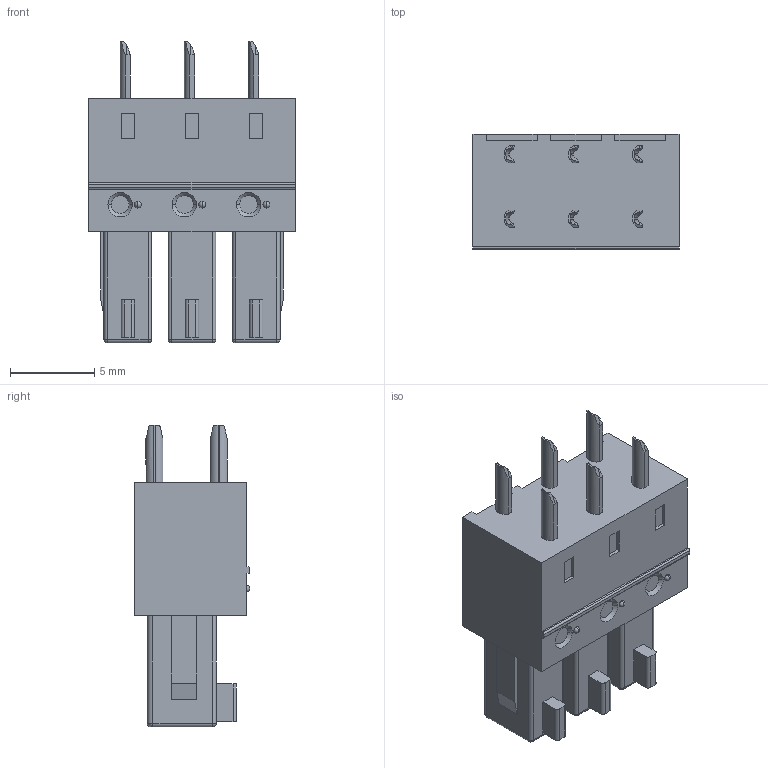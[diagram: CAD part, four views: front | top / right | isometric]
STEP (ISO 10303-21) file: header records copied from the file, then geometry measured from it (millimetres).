
FILE_DESCRIPTION((''),'2;1');
FILE_NAME('22','2016-10-10T',('QZY'),(''),'CREO PARAMETRIC BY PTC INC, 2014440','CREO PARAMETRIC BY PTC INC, 2014440','');
FILE_SCHEMA(('CONFIG_CONTROL_DESIGN'));
Length unit declared in the file: millimetre
Products named in the file (1): 22
Bounding box: 12.22 x 6.85 x 17.9 mm (x, y, z)
Volume: 781.3 mm3; surface area: 1133.7 mm2
Topology: 1 solids, 1 shells, 491 faces, 1164 edges, 699 vertices
Faces by surface type: plane 306, cylinder 122, cone 36, bspline 12, sphere 12, torus 3
Entity records: 14407 total; most frequent: CARTESIAN_POINT 3020, ORIENTED_EDGE 2316, DIRECTION 2315, EDGE_CURVE 1158, VECTOR 815, LINE 815, AXIS2_PLACEMENT_3D 750, VERTEX_POINT 699
